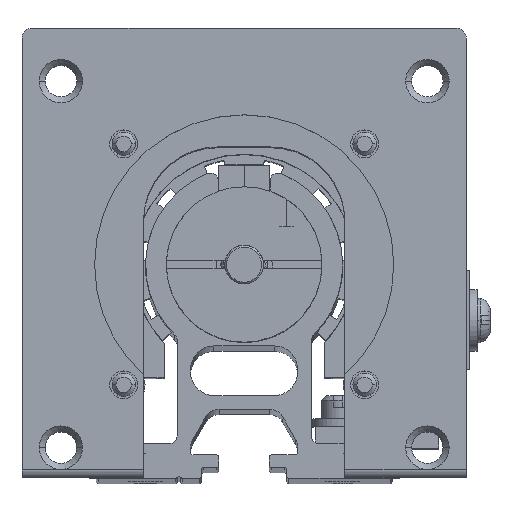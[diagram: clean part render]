
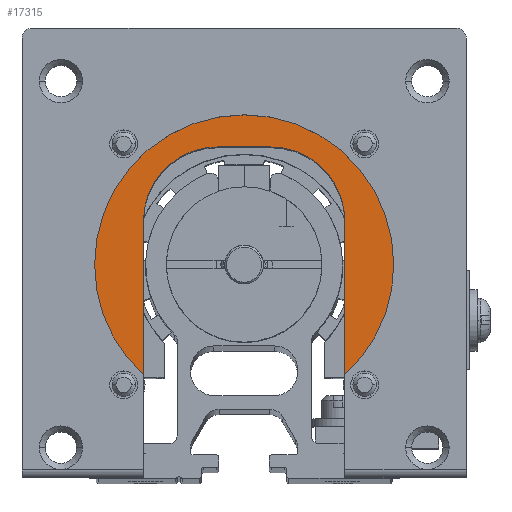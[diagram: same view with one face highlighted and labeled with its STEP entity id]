
A CAD part, top view. The second image highlights one B-rep face of the part: STEP entity #17315.
In plain terms, the highlighted planar face has unit normal (0, 0, 1).
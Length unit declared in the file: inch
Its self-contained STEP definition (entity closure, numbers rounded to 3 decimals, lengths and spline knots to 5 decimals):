
#79 = VERTEX_POINT ( 'NONE', #21928 ) ;
#1213 = CARTESIAN_POINT ( 'NONE',  ( 0.135, 1.675, 9.39 ) ) ;
#1699 = DIRECTION ( 'NONE',  ( 0., 0., -1. ) ) ;
#1869 = EDGE_LOOP ( 'NONE', ( #35873, #16458, #2699, #31797, #31653, #33217, #3376, #15841 ) ) ;
#2655 = DIRECTION ( 'NONE',  ( 0., 0., -1. ) ) ;
#2699 = ORIENTED_EDGE ( 'NONE', *, *, #15284, .F. ) ;
#2826 = CARTESIAN_POINT ( 'NONE',  ( 0., 1.08, 9.39 ) ) ;
#2966 = DIRECTION ( 'NONE',  ( -1., 0., 0. ) ) ;
#3346 = CIRCLE ( 'NONE', #33835, 0.7575 ) ;
#3376 = ORIENTED_EDGE ( 'NONE', *, *, #15347, .F. ) ;
#4822 = AXIS2_PLACEMENT_3D ( 'NONE', #26655, #8391, #29743 ) ;
#7283 = EDGE_CURVE ( 'NONE', #79, #27488, #37051, .T. ) ;
#7621 = VECTOR ( 'NONE', #10926, 39.37008 ) ;
#7866 = CARTESIAN_POINT ( 'NONE',  ( 0.51, 1.675, 9.39 ) ) ;
#8391 = DIRECTION ( 'NONE',  ( 0., 0., -1. ) ) ;
#8426 = CARTESIAN_POINT ( 'NONE',  ( 0., 1.08, 9.39 ) ) ;
#9722 = LINE ( 'NONE', #12188, #25972 ) ;
#9746 = VERTEX_POINT ( 'NONE', #20466 ) ;
#10869 = VERTEX_POINT ( 'NONE', #31566 ) ;
#10926 = DIRECTION ( 'NONE',  ( 0., 1., 0. ) ) ;
#11329 = CARTESIAN_POINT ( 'NONE',  ( 0.51, 0.51991, 9.39 ) ) ;
#11510 = DIRECTION ( 'NONE',  ( -1., 0., 0. ) ) ;
#11780 = VERTEX_POINT ( 'NONE', #11329 ) ;
#12188 = CARTESIAN_POINT ( 'NONE',  ( -0.51, 1.675, 9.39 ) ) ;
#12282 = CIRCLE ( 'NONE', #38804, 0.7575 ) ;
#12339 = CARTESIAN_POINT ( 'NONE',  ( -0.51, 0.51991, 9.39 ) ) ;
#12515 = CARTESIAN_POINT ( 'NONE',  ( -0.51, 0.175, 9.39 ) ) ;
#13035 = CARTESIAN_POINT ( 'NONE',  ( 0., 1.08, 9.39 ) ) ;
#13914 = AXIS2_PLACEMENT_3D ( 'NONE', #20002, #1699, #23063 ) ;
#14609 = AXIS2_PLACEMENT_3D ( 'NONE', #8426, #29779, #11510 ) ;
#14799 = VECTOR ( 'NONE', #27713, 39.37008 ) ;
#14853 = EDGE_CURVE ( 'NONE', #10869, #39620, #3346, .T. ) ;
#15224 = EDGE_CURVE ( 'NONE', #21069, #9746, #16703, .T. ) ;
#15284 = EDGE_CURVE ( 'NONE', #11780, #9746, #15743, .T. ) ;
#15347 = EDGE_CURVE ( 'NONE', #79, #23345, #39120, .T. ) ;
#15743 = LINE ( 'NONE', #7866, #7621 ) ;
#15841 = ORIENTED_EDGE ( 'NONE', *, *, #7283, .T. ) ;
#16102 = DIRECTION ( 'NONE',  ( -1., 0., 0. ) ) ;
#16458 = ORIENTED_EDGE ( 'NONE', *, *, #15224, .T. ) ;
#16703 = CIRCLE ( 'NONE', #13914, 0.375 ) ;
#17315 = ADVANCED_FACE ( 'NONE', ( #19468 ), #27262, .F. ) ;
#18212 = DIRECTION ( 'NONE',  ( -1., 0., 0. ) ) ;
#19271 = EDGE_CURVE ( 'NONE', #21069, #27488, #9722, .T. ) ;
#19468 = FACE_OUTER_BOUND ( 'NONE', #1869, .T. ) ;
#20002 = CARTESIAN_POINT ( 'NONE',  ( 0.135, 1.3, 9.39 ) ) ;
#20466 = CARTESIAN_POINT ( 'NONE',  ( 0.51, 1.3, 9.39 ) ) ;
#20969 = CARTESIAN_POINT ( 'NONE',  ( 0., 1.08, 9.39 ) ) ;
#21069 = VERTEX_POINT ( 'NONE', #1213 ) ;
#21237 = EDGE_CURVE ( 'NONE', #23345, #10869, #30984, .T. ) ;
#21928 = CARTESIAN_POINT ( 'NONE',  ( -0.51, 1.3, 9.39 ) ) ;
#23063 = DIRECTION ( 'NONE',  ( 1., 0., 0. ) ) ;
#23345 = VERTEX_POINT ( 'NONE', #12339 ) ;
#24024 = DIRECTION ( 'NONE',  ( -1., 0., 0. ) ) ;
#25972 = VECTOR ( 'NONE', #2966, 39.37008 ) ;
#26655 = CARTESIAN_POINT ( 'NONE',  ( -0.135, 1.3, 9.39 ) ) ;
#27262 = PLANE ( 'NONE',  #27505 ) ;
#27488 = VERTEX_POINT ( 'NONE', #33558 ) ;
#27505 = AXIS2_PLACEMENT_3D ( 'NONE', #2826, #36467, #18212 ) ;
#27713 = DIRECTION ( 'NONE',  ( 0., -1., 0. ) ) ;
#29743 = DIRECTION ( 'NONE',  ( 1., 0., 0. ) ) ;
#29779 = DIRECTION ( 'NONE',  ( 0., 0., -1. ) ) ;
#30984 = CIRCLE ( 'NONE', #14609, 0.7575 ) ;
#31566 = CARTESIAN_POINT ( 'NONE',  ( -0.7575, 1.08, 9.39 ) ) ;
#31653 = ORIENTED_EDGE ( 'NONE', *, *, #14853, .F. ) ;
#31797 = ORIENTED_EDGE ( 'NONE', *, *, #35336, .F. ) ;
#33217 = ORIENTED_EDGE ( 'NONE', *, *, #21237, .F. ) ;
#33558 = CARTESIAN_POINT ( 'NONE',  ( -0.135, 1.675, 9.39 ) ) ;
#33795 = CARTESIAN_POINT ( 'NONE',  ( 0.7575, 1.08, 9.39 ) ) ;
#33835 = AXIS2_PLACEMENT_3D ( 'NONE', #20969, #2655, #24024 ) ;
#34394 = DIRECTION ( 'NONE',  ( 0., 0., -1. ) ) ;
#35336 = EDGE_CURVE ( 'NONE', #39620, #11780, #12282, .T. ) ;
#35873 = ORIENTED_EDGE ( 'NONE', *, *, #19271, .F. ) ;
#36467 = DIRECTION ( 'NONE',  ( 0., 0., -1. ) ) ;
#37051 = CIRCLE ( 'NONE', #4822, 0.375 ) ;
#38804 = AXIS2_PLACEMENT_3D ( 'NONE', #13035, #34394, #16102 ) ;
#39120 = LINE ( 'NONE', #12515, #14799 ) ;
#39620 = VERTEX_POINT ( 'NONE', #33795 ) ;
